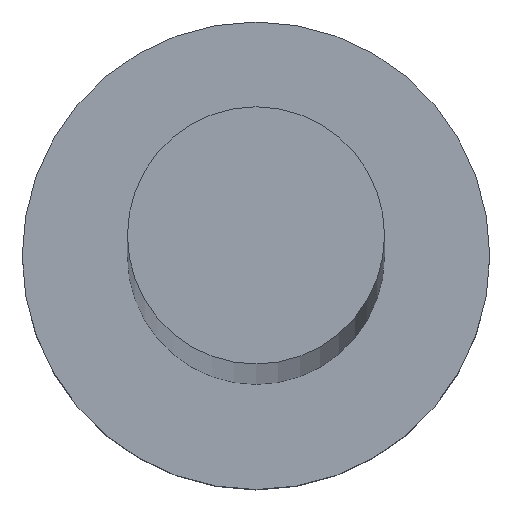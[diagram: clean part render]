
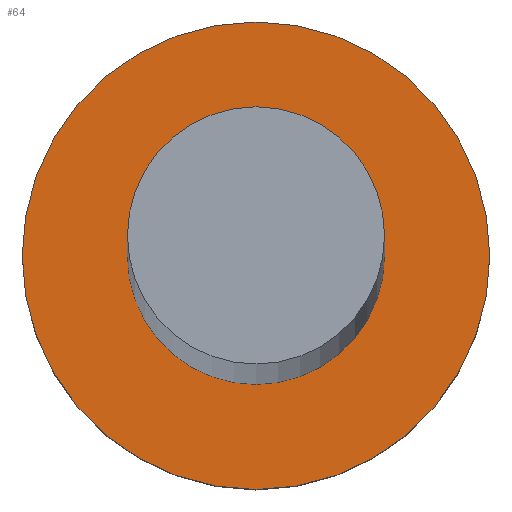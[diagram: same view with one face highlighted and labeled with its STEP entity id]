
A CAD part, top view. The second image highlights one B-rep face of the part: STEP entity #64.
In plain terms, the highlighted planar face has unit normal (0, 0, 1).
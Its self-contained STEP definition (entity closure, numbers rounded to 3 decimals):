
#26 = CIRCLE ( 'NONE', #169, 1.1 ) ;
#27 = CARTESIAN_POINT ( 'NONE',  ( 0., 0., 2. ) ) ;
#43 = AXIS2_PLACEMENT_3D ( 'NONE', #123, #204, #185 ) ;
#44 = DIRECTION ( 'NONE',  ( 1., 0., 0. ) ) ;
#47 = CARTESIAN_POINT ( 'NONE',  ( 1.1, 0., 2. ) ) ;
#48 = ORIENTED_EDGE ( 'NONE', *, *, #213, .T. ) ;
#51 = ORIENTED_EDGE ( 'NONE', *, *, #194, .T. ) ;
#58 = CIRCLE ( 'NONE', #193, 2. ) ;
#64 = ADVANCED_FACE ( 'NONE', ( #158, #181 ), #98, .T. ) ;
#66 = DIRECTION ( 'NONE',  ( 0., 0., 1. ) ) ;
#69 = CARTESIAN_POINT ( 'NONE',  ( 0., 0., 2. ) ) ;
#71 = ORIENTED_EDGE ( 'NONE', *, *, #219, .F. ) ;
#79 = DIRECTION ( 'NONE',  ( 0., 0., 1. ) ) ;
#83 = CARTESIAN_POINT ( 'NONE',  ( 2., 0., 2. ) ) ;
#89 = VERTEX_POINT ( 'NONE', #47 ) ;
#92 = CIRCLE ( 'NONE', #43, 2. ) ;
#98 = PLANE ( 'NONE',  #155 ) ;
#103 = CARTESIAN_POINT ( 'NONE',  ( -1.1, 0., 2. ) ) ;
#104 = CARTESIAN_POINT ( 'NONE',  ( 0., 0., 2. ) ) ;
#106 = DIRECTION ( 'NONE',  ( 0., 0., 1. ) ) ;
#120 = DIRECTION ( 'NONE',  ( 1., 0., 0. ) ) ;
#122 = DIRECTION ( 'NONE',  ( 0., 0., 1. ) ) ;
#123 = CARTESIAN_POINT ( 'NONE',  ( 0., 0., 2. ) ) ;
#136 = CARTESIAN_POINT ( 'NONE',  ( 0., 0., 2. ) ) ;
#150 = EDGE_CURVE ( 'NONE', #89, #227, #26, .T. ) ;
#155 = AXIS2_PLACEMENT_3D ( 'NONE', #136, #79, #120 ) ;
#158 = FACE_BOUND ( 'NONE', #207, .T. ) ;
#169 = AXIS2_PLACEMENT_3D ( 'NONE', #69, #106, #243 ) ;
#179 = CIRCLE ( 'NONE', #186, 1.1 ) ;
#181 = FACE_OUTER_BOUND ( 'NONE', #231, .T. ) ;
#185 = DIRECTION ( 'NONE',  ( 1., 0., 0. ) ) ;
#186 = AXIS2_PLACEMENT_3D ( 'NONE', #104, #122, #239 ) ;
#191 = VERTEX_POINT ( 'NONE', #83 ) ;
#193 = AXIS2_PLACEMENT_3D ( 'NONE', #27, #66, #44 ) ;
#194 = EDGE_CURVE ( 'NONE', #191, #210, #92, .T. ) ;
#204 = DIRECTION ( 'NONE',  ( 0., 0., 1. ) ) ;
#207 = EDGE_LOOP ( 'NONE', ( #71, #249 ) ) ;
#210 = VERTEX_POINT ( 'NONE', #222 ) ;
#213 = EDGE_CURVE ( 'NONE', #210, #191, #58, .T. ) ;
#219 = EDGE_CURVE ( 'NONE', #227, #89, #179, .T. ) ;
#222 = CARTESIAN_POINT ( 'NONE',  ( -2., 0., 2. ) ) ;
#227 = VERTEX_POINT ( 'NONE', #103 ) ;
#231 = EDGE_LOOP ( 'NONE', ( #48, #51 ) ) ;
#239 = DIRECTION ( 'NONE',  ( 1., 0., 0. ) ) ;
#243 = DIRECTION ( 'NONE',  ( 1., 0., 0. ) ) ;
#249 = ORIENTED_EDGE ( 'NONE', *, *, #150, .F. ) ;
